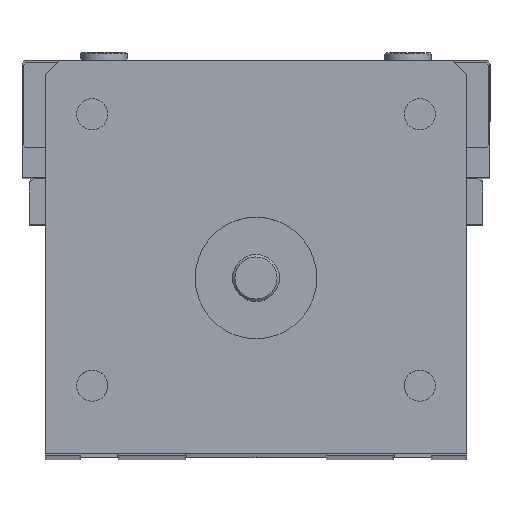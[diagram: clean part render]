
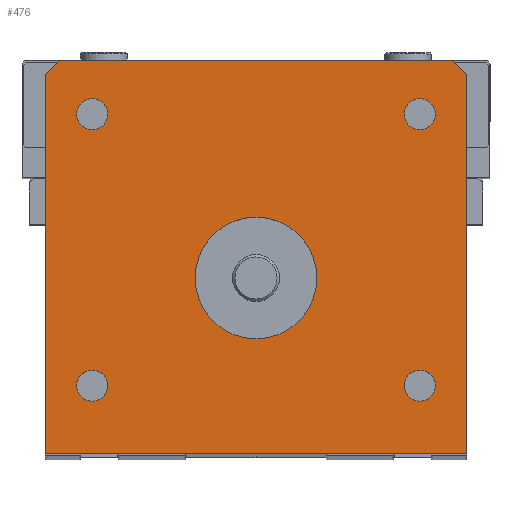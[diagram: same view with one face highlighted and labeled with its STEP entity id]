
A CAD part, top view. The second image highlights one B-rep face of the part: STEP entity #476.
In plain terms, the highlighted planar face has unit normal (0, 0, 1).
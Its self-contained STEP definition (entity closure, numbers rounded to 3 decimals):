
#269=CARTESIAN_POINT('',(13.,-4.5,505.0));
#270=VERTEX_POINT('',#269);
#271=CARTESIAN_POINT('',(0.,-4.5,505.0));
#272=DIRECTION('',(0.0,0.0,-1.0));
#273=DIRECTION('',(1.0,0.0,0.0));
#274=AXIS2_PLACEMENT_3D('',#271,#272,#273);
#275=CIRCLE('',#274,13.0);
#276=EDGE_CURVE('',#270,#270,#275,.T.);
#309=CARTESIAN_POINT('',(-31.677,-27.5,505.0));
#310=VERTEX_POINT('',#309);
#311=CARTESIAN_POINT('',(-35.,-27.5,505.0));
#312=DIRECTION('',(0.0,0.0,-1.0));
#313=DIRECTION('',(-1.0,0.0,0.0));
#314=AXIS2_PLACEMENT_3D('',#311,#312,#313);
#315=CIRCLE('',#314,3.324);
#316=EDGE_CURVE('',#310,#310,#315,.T.);
#329=CARTESIAN_POINT('',(38.323,-27.5,505.0));
#330=VERTEX_POINT('',#329);
#331=CARTESIAN_POINT('',(35.,-27.5,505.0));
#332=DIRECTION('',(0.0,0.0,-1.0));
#333=DIRECTION('',(-1.0,0.0,0.0));
#334=AXIS2_PLACEMENT_3D('',#331,#332,#333);
#335=CIRCLE('',#334,3.324);
#336=EDGE_CURVE('',#330,#330,#335,.T.);
#349=CARTESIAN_POINT('',(-31.677,30.5,505.0));
#350=VERTEX_POINT('',#349);
#351=CARTESIAN_POINT('',(-35.,30.5,505.0));
#352=DIRECTION('',(0.0,0.0,-1.0));
#353=DIRECTION('',(-1.0,0.0,0.0));
#354=AXIS2_PLACEMENT_3D('',#351,#352,#353);
#355=CIRCLE('',#354,3.324);
#356=EDGE_CURVE('',#350,#350,#355,.T.);
#369=CARTESIAN_POINT('',(38.323,30.5,505.0));
#370=VERTEX_POINT('',#369);
#371=CARTESIAN_POINT('',(35.,30.5,505.0));
#372=DIRECTION('',(0.0,0.0,-1.0));
#373=DIRECTION('',(-1.0,0.0,0.0));
#374=AXIS2_PLACEMENT_3D('',#371,#372,#373);
#375=CIRCLE('',#374,3.324);
#376=EDGE_CURVE('',#370,#370,#375,.T.);
#389=CARTESIAN_POINT('',(42.,42.,505.));
#390=VERTEX_POINT('',#389);
#391=CARTESIAN_POINT('',(45.,39.,505.));
#392=VERTEX_POINT('',#391);
#393=CARTESIAN_POINT('',(42.,42.,505.));
#394=DIRECTION('',(0.707,-0.707,0.0));
#395=VECTOR('',#394,4.243);
#396=LINE('',#393,#395);
#397=EDGE_CURVE('',#390,#392,#396,.T.);
#415=CARTESIAN_POINT('',(0.,0.,505.0));
#416=DIRECTION('',(0.0,0.0,-1.0));
#417=DIRECTION('',(-1.0,0.0,0.0));
#418=AXIS2_PLACEMENT_3D('',#415,#416,#417);
#419=PLANE('',#418);
#420=ORIENTED_EDGE('',*,*,#397,.F.);
#421=CARTESIAN_POINT('',(-42.,42.,505.0));
#422=VERTEX_POINT('',#421);
#423=CARTESIAN_POINT('',(-42.,42.,505.));
#424=DIRECTION('',(1.0,0.0,0.0));
#425=VECTOR('',#424,84.0);
#426=LINE('',#423,#425);
#427=EDGE_CURVE('',#422,#390,#426,.T.);
#428=ORIENTED_EDGE('',*,*,#427,.F.);
#429=CARTESIAN_POINT('',(-45.,39.,505.0));
#430=VERTEX_POINT('',#429);
#431=CARTESIAN_POINT('',(-45.,39.,505.0));
#432=DIRECTION('',(0.707,0.707,0.0));
#433=VECTOR('',#432,4.243);
#434=LINE('',#431,#433);
#435=EDGE_CURVE('',#430,#422,#434,.T.);
#436=ORIENTED_EDGE('',*,*,#435,.F.);
#437=CARTESIAN_POINT('',(-45.,-42.,505.0));
#438=VERTEX_POINT('',#437);
#439=CARTESIAN_POINT('',(-45.,-42.,505.0));
#440=DIRECTION('',(0.0,1.0,0.0));
#441=VECTOR('',#440,81.0);
#442=LINE('',#439,#441);
#443=EDGE_CURVE('',#438,#430,#442,.T.);
#444=ORIENTED_EDGE('',*,*,#443,.F.);
#445=CARTESIAN_POINT('',(45.,-42.,505.));
#446=VERTEX_POINT('',#445);
#447=CARTESIAN_POINT('',(45.,-42.,505.));
#448=DIRECTION('',(-1.0,0.0,0.0));
#449=VECTOR('',#448,90.0);
#450=LINE('',#447,#449);
#451=EDGE_CURVE('',#446,#438,#450,.T.);
#452=ORIENTED_EDGE('',*,*,#451,.F.);
#453=CARTESIAN_POINT('',(45.,39.,505.));
#454=DIRECTION('',(0.0,-1.0,0.0));
#455=VECTOR('',#454,81.);
#456=LINE('',#453,#455);
#457=EDGE_CURVE('',#392,#446,#456,.T.);
#458=ORIENTED_EDGE('',*,*,#457,.F.);
#459=EDGE_LOOP('',(#420,#428,#436,#444,#452,#458));
#460=FACE_OUTER_BOUND('',#459,.T.);
#461=ORIENTED_EDGE('',*,*,#276,.T.);
#462=EDGE_LOOP('',(#461));
#463=FACE_BOUND('',#462,.T.);
#464=ORIENTED_EDGE('',*,*,#316,.T.);
#465=EDGE_LOOP('',(#464));
#466=FACE_BOUND('',#465,.T.);
#467=ORIENTED_EDGE('',*,*,#336,.T.);
#468=EDGE_LOOP('',(#467));
#469=FACE_BOUND('',#468,.T.);
#470=ORIENTED_EDGE('',*,*,#356,.T.);
#471=EDGE_LOOP('',(#470));
#472=FACE_BOUND('',#471,.T.);
#473=ORIENTED_EDGE('',*,*,#376,.T.);
#474=EDGE_LOOP('',(#473));
#475=FACE_BOUND('',#474,.T.);
#476=ADVANCED_FACE('',(#460,#463,#466,#469,#472,#475),#419,.F.);
